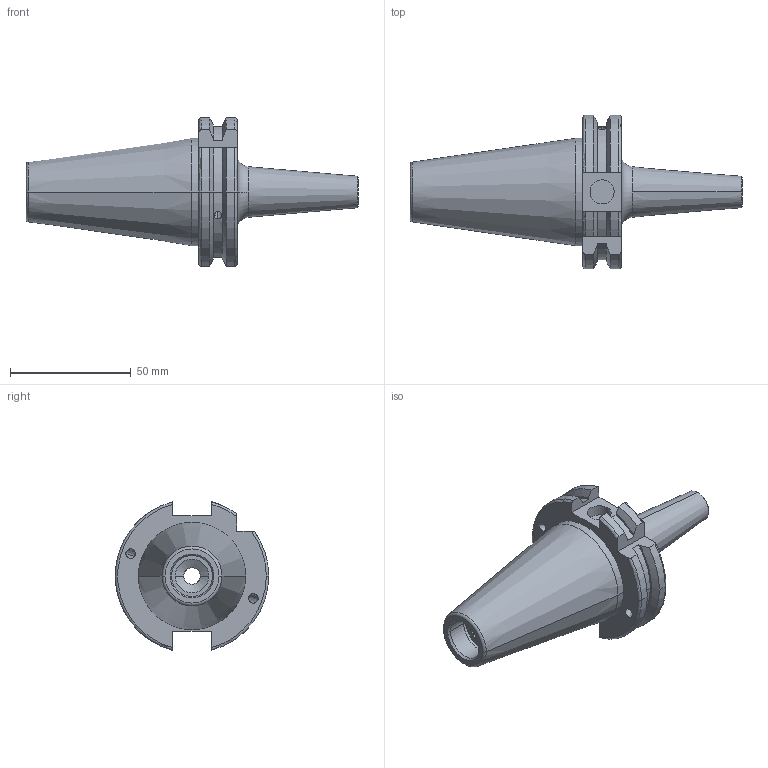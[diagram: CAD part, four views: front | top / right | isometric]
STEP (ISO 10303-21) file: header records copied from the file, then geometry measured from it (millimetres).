
FILE_DESCRIPTION (( 'STEP AP203' ), '1' );
FILE_NAME ('SK40TMH08069FWW.STEP', '2020-05-14T03:52:53', ( '' ), ( '' ), 'SwSTEP 2.0', 'SolidWorks 2018', '' );
FILE_SCHEMA (( 'CONFIG_CONTROL_DESIGN' ));
Length unit declared in the file: millimetre
Products named in the file (1): SK40TMH08069FWW
Bounding box: 137.5 x 63.55 x 61.48 mm (x, y, z)
Volume: 113848.9 mm3; surface area: 24040.2 mm2
Topology: 1 solids, 1 shells, 98 faces, 249 edges, 161 vertices
Faces by surface type: cylinder 32, plane 30, cone 18, torus 14, bspline 4
Entity records: 3419 total; most frequent: CARTESIAN_POINT 943, DIRECTION 510, ORIENTED_EDGE 498, EDGE_CURVE 249, AXIS2_PLACEMENT_3D 206, VERTEX_POINT 161, EDGE_LOOP 116, CIRCLE 111
